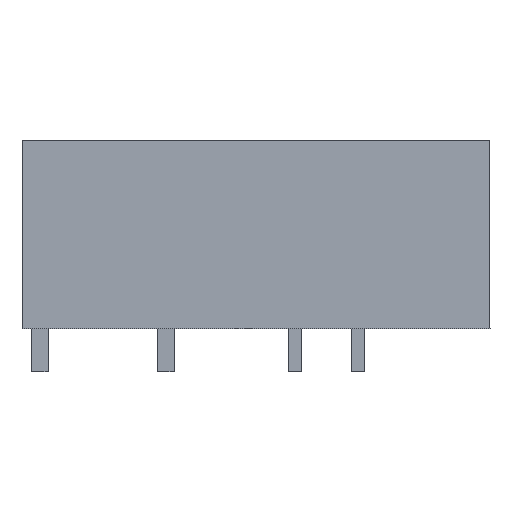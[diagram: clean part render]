
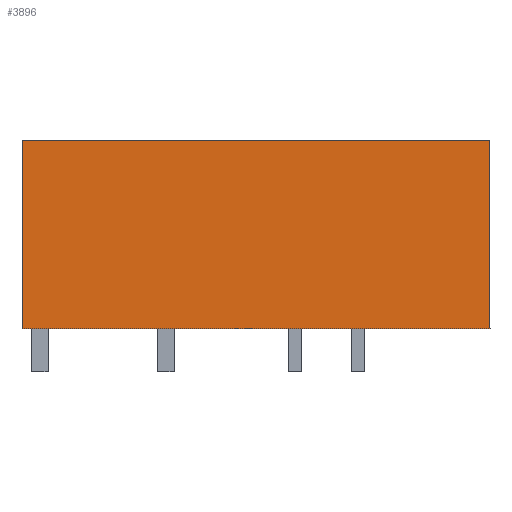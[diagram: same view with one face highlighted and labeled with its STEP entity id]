
A CAD part, left-side view. The second image highlights one B-rep face of the part: STEP entity #3896.
In plain terms, the highlighted planar face has unit normal (-1, 0, 0).
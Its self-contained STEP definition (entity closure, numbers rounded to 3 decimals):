
#3883=AXIS2_PLACEMENT_3D('Plane Axis2P3D',#3880,#3881,#3882) ;
#1238=CARTESIAN_POINT('Vertex',(0.,28.3,2.6)) ;
#1241=CARTESIAN_POINT('Line Origine',(0.,28.3,8.3)) ;
#1245=CARTESIAN_POINT('Vertex',(0.,28.3,14.)) ;
#1273=CARTESIAN_POINT('Line Origine',(0.,14.15,14.)) ;
#1277=CARTESIAN_POINT('Vertex',(0.,0.,14.)) ;
#3107=CARTESIAN_POINT('Line Origine',(0.,0.,8.3)) ;
#3111=CARTESIAN_POINT('Vertex',(0.,0.,2.6)) ;
#3880=CARTESIAN_POINT('Axis2P3D Location',(0.,28.3,-0.9)) ;
#3885=CARTESIAN_POINT('Line Origine',(0.,14.15,2.6)) ;
#1242=DIRECTION('Vector Direction',(0.,0.,1.)) ;
#1274=DIRECTION('Vector Direction',(0.,1.,0.)) ;
#3108=DIRECTION('Vector Direction',(0.,0.,-1.)) ;
#3881=DIRECTION('Axis2P3D Direction',(-1.,0.,0.)) ;
#3882=DIRECTION('Axis2P3D XDirection',(0.,-1.,0.)) ;
#3886=DIRECTION('Vector Direction',(0.,1.,0.)) ;
#1243=VECTOR('Line Direction',#1242,1.) ;
#1275=VECTOR('Line Direction',#1274,1.) ;
#3109=VECTOR('Line Direction',#3108,1.) ;
#3887=VECTOR('Line Direction',#3886,1.) ;
#3891=ORIENTED_EDGE('',*,*,#3889,.F.) ;
#3892=ORIENTED_EDGE('',*,*,#3113,.F.) ;
#3893=ORIENTED_EDGE('',*,*,#1279,.T.) ;
#3894=ORIENTED_EDGE('',*,*,#1247,.T.) ;
#3896=ADVANCED_FACE('housing',(#3895),#3884,.T.) ;
#1247=EDGE_CURVE('',#1246,#1239,#1244,.F.) ;
#1279=EDGE_CURVE('',#1278,#1246,#1276,.T.) ;
#3113=EDGE_CURVE('',#1278,#3112,#3110,.T.) ;
#3889=EDGE_CURVE('',#3112,#1239,#3888,.T.) ;
#3890=EDGE_LOOP('',(#3891,#3892,#3893,#3894)) ;
#3895=FACE_OUTER_BOUND('',#3890,.T.) ;
#1244=LINE('Line',#1241,#1243) ;
#1276=LINE('Line',#1273,#1275) ;
#3110=LINE('Line',#3107,#3109) ;
#3888=LINE('Line',#3885,#3887) ;
#3884=PLANE('',#3883) ;
#1239=VERTEX_POINT('',#1238) ;
#1246=VERTEX_POINT('',#1245) ;
#1278=VERTEX_POINT('',#1277) ;
#3112=VERTEX_POINT('',#3111) ;
